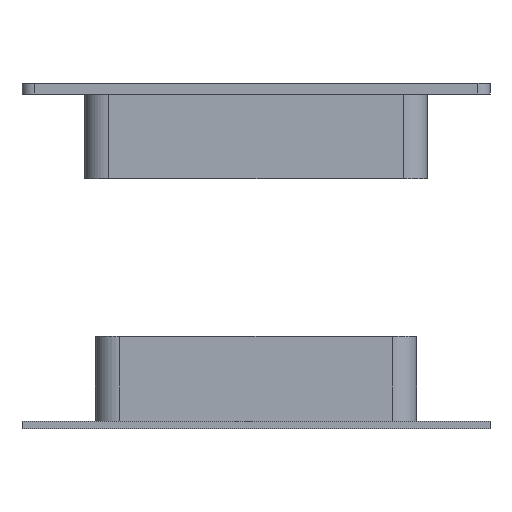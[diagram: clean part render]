
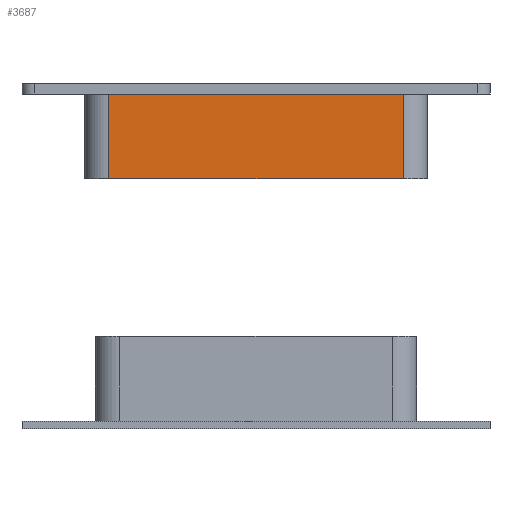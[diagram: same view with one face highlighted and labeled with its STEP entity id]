
A CAD part, front view. The second image highlights one B-rep face of the part: STEP entity #3687.
In plain terms, the highlighted free-form (B-spline) face has degree [1, 1] with [2, 2] control points.
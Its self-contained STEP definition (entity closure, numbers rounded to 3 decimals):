
#3356 = VERTEX_POINT('',#3357);
#3357 = CARTESIAN_POINT('',(-50.214,-66.907,
    114.284));
#3363 = EDGE_CURVE('',#3356,#3364,#3366,.T.);
#3364 = VERTEX_POINT('',#3365);
#3365 = CARTESIAN_POINT('',(50.214,-66.907,
    114.284));
#3366 = B_SPLINE_CURVE_WITH_KNOTS('',1,(#3367,#3368),.UNSPECIFIED.,.F.,
  .F.,(2,2),(10.,131.286),.PIECEWISE_BEZIER_KNOTS.);
#3367 = CARTESIAN_POINT('',(-50.214,-66.907,
    114.284));
#3368 = CARTESIAN_POINT('',(50.214,-66.907,
    114.284));
#3540 = VERTEX_POINT('',#3541);
#3541 = CARTESIAN_POINT('',(50.214,-66.907,
    85.287));
#3555 = EDGE_CURVE('',#3364,#3540,#3556,.T.);
#3556 = B_SPLINE_CURVE_WITH_KNOTS('',1,(#3557,#3558),.UNSPECIFIED.,.F.,
  .F.,(2,2),(0.,35.02),.PIECEWISE_BEZIER_KNOTS.);
#3557 = CARTESIAN_POINT('',(50.214,-66.907,
    114.284));
#3558 = CARTESIAN_POINT('',(50.214,-66.907,
    85.287));
#3571 = EDGE_CURVE('',#3540,#3572,#3574,.T.);
#3572 = VERTEX_POINT('',#3573);
#3573 = CARTESIAN_POINT('',(-50.214,-66.907,
    85.287));
#3574 = B_SPLINE_CURVE_WITH_KNOTS('',1,(#3575,#3576),.UNSPECIFIED.,.F.,
  .F.,(2,2),(-25.322,95.965),.PIECEWISE_BEZIER_KNOTS.);
#3575 = CARTESIAN_POINT('',(50.214,-66.907,
    85.287));
#3576 = CARTESIAN_POINT('',(-50.214,-66.907,
    85.287));
#3687 = ADVANCED_FACE('',(#3688),#3698,.T.);
#3688 = FACE_BOUND('',#3689,.T.);
#3689 = EDGE_LOOP('',(#3690,#3691,#3692,#3697));
#3690 = ORIENTED_EDGE('',*,*,#3555,.F.);
#3691 = ORIENTED_EDGE('',*,*,#3363,.F.);
#3692 = ORIENTED_EDGE('',*,*,#3693,.F.);
#3693 = EDGE_CURVE('',#3572,#3356,#3694,.T.);
#3694 = B_SPLINE_CURVE_WITH_KNOTS('',1,(#3695,#3696),.UNSPECIFIED.,.F.,
  .F.,(2,2),(-35.02,0.),.PIECEWISE_BEZIER_KNOTS.);
#3695 = CARTESIAN_POINT('',(-50.214,-66.907,
    85.287));
#3696 = CARTESIAN_POINT('',(-50.214,-66.907,
    114.284));
#3697 = ORIENTED_EDGE('',*,*,#3571,.F.);
#3698 = B_SPLINE_SURFACE_WITH_KNOTS('',1,1,(
    (#3699,#3700)
    ,(#3701,#3702
    )),.UNSPECIFIED.,.F.,.F.,.F.,(2,2),(2,2),(10.,131.286),(0.,
    35.02),.PIECEWISE_BEZIER_KNOTS.);
#3699 = CARTESIAN_POINT('',(50.214,-66.907,
    114.284));
#3700 = CARTESIAN_POINT('',(50.214,-66.907,
    85.287));
#3701 = CARTESIAN_POINT('',(-50.214,-66.907,
    114.284));
#3702 = CARTESIAN_POINT('',(-50.214,-66.907,
    85.287));
